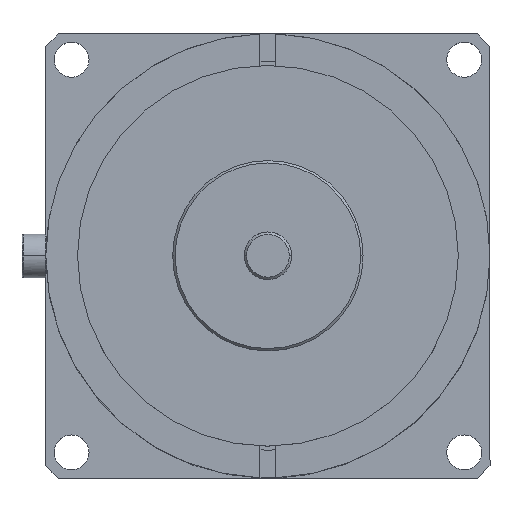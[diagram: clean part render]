
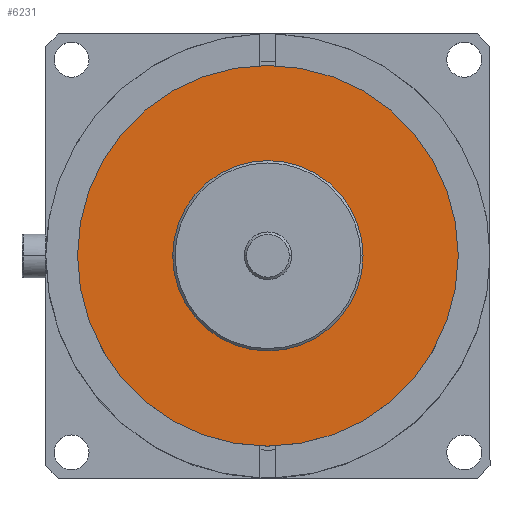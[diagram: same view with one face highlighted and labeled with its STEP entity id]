
A CAD part, top view. The second image highlights one B-rep face of the part: STEP entity #6231.
In plain terms, the highlighted planar face has unit normal (0, 0, 1).
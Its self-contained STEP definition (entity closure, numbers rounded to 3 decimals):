
#3547 = EDGE_CURVE ( 'NONE', #3555, #3553, #5490, .T. ) ;
#3553 = VERTEX_POINT ( 'NONE', #5529 ) ;
#3555 = VERTEX_POINT ( 'NONE', #5528 ) ;
#3709 = VERTEX_POINT ( 'NONE', #5812 ) ;
#3712 = EDGE_CURVE ( 'NONE', #3709, #3715, #5810, .T. ) ;
#3715 = VERTEX_POINT ( 'NONE', #5802 ) ;
#5486 = DIRECTION ( 'NONE',  ( 1., 0., 0. ) ) ;
#5487 = DIRECTION ( 'NONE',  ( 0., 0., 1. ) ) ;
#5488 = CARTESIAN_POINT ( 'NONE',  ( 0., 0., 35. ) ) ;
#5489 = AXIS2_PLACEMENT_3D ( 'NONE', #5488, #5487, #5486 ) ;
#5490 = CIRCLE ( 'NONE', #5489, 24. ) ;
#5528 = CARTESIAN_POINT ( 'NONE',  ( 24., 0., 35. ) ) ;
#5529 = CARTESIAN_POINT ( 'NONE',  ( -24., 0., 35. ) ) ;
#5802 = CARTESIAN_POINT ( 'NONE',  ( -12., 0., 35. ) ) ;
#5806 = DIRECTION ( 'NONE',  ( 1., 0., 0. ) ) ;
#5807 = DIRECTION ( 'NONE',  ( 0., 0., 1. ) ) ;
#5808 = CARTESIAN_POINT ( 'NONE',  ( 0., 0., 35. ) ) ;
#5809 = AXIS2_PLACEMENT_3D ( 'NONE', #5808, #5807, #5806 ) ;
#5810 = CIRCLE ( 'NONE', #5809, 12. ) ;
#5812 = CARTESIAN_POINT ( 'NONE',  ( 12., 0., 35. ) ) ;
#6105 = ORIENTED_EDGE ( 'NONE', *, *, #6299, .F. ) ;
#6229 = EDGE_CURVE ( 'NONE', #3553, #3555, #6342, .T. ) ;
#6230 = EDGE_LOOP ( 'NONE', ( #6233, #6235 ) ) ;
#6231 = ADVANCED_FACE ( 'NONE', ( #6403, #6402 ), #6401, .T. ) ;
#6233 = ORIENTED_EDGE ( 'NONE', *, *, #6229, .T. ) ;
#6234 = EDGE_LOOP ( 'NONE', ( #6105, #6302 ) ) ;
#6235 = ORIENTED_EDGE ( 'NONE', *, *, #3547, .T. ) ;
#6299 = EDGE_CURVE ( 'NONE', #3715, #3709, #6450, .T. ) ;
#6302 = ORIENTED_EDGE ( 'NONE', *, *, #3712, .F. ) ;
#6340 = CARTESIAN_POINT ( 'NONE',  ( 0., 0., 35. ) ) ;
#6341 = AXIS2_PLACEMENT_3D ( 'NONE', #6340, #6405, #6404 ) ;
#6342 = CIRCLE ( 'NONE', #6341, 24. ) ;
#6397 = DIRECTION ( 'NONE',  ( 1., 0., 0. ) ) ;
#6398 = DIRECTION ( 'NONE',  ( 0., 0., 1. ) ) ;
#6399 = CARTESIAN_POINT ( 'NONE',  ( 0., 0., 35. ) ) ;
#6400 = AXIS2_PLACEMENT_3D ( 'NONE', #6399, #6398, #6397 ) ;
#6401 = PLANE ( 'NONE',  #6400 ) ;
#6402 = FACE_BOUND ( 'NONE', #6234, .T. ) ;
#6403 = FACE_OUTER_BOUND ( 'NONE', #6230, .T. ) ;
#6404 = DIRECTION ( 'NONE',  ( 1., 0., 0. ) ) ;
#6405 = DIRECTION ( 'NONE',  ( 0., 0., 1. ) ) ;
#6446 = DIRECTION ( 'NONE',  ( 1., 0., 0. ) ) ;
#6447 = DIRECTION ( 'NONE',  ( 0., 0., 1. ) ) ;
#6448 = CARTESIAN_POINT ( 'NONE',  ( 0., 0., 35. ) ) ;
#6449 = AXIS2_PLACEMENT_3D ( 'NONE', #6448, #6447, #6446 ) ;
#6450 = CIRCLE ( 'NONE', #6449, 12. ) ;
